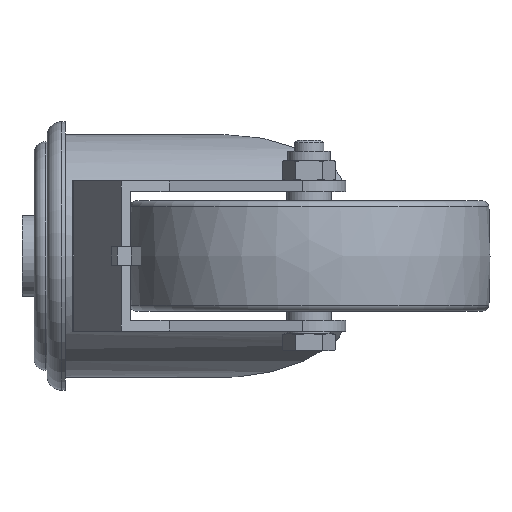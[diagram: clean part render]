
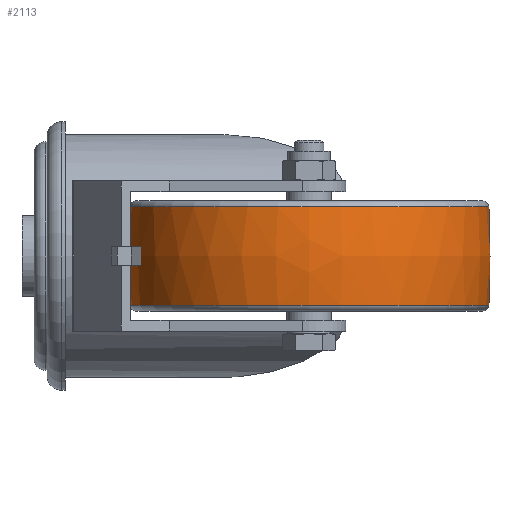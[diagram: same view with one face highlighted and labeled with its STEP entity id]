
A CAD part, left-side view. The second image highlights one B-rep face of the part: STEP entity #2113.
In plain terms, the highlighted free-form (B-spline) face has degree [2, 2] with [3, 9] control points.
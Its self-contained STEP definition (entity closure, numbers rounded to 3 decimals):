
#23=(
BOUNDED_SURFACE()
B_SPLINE_SURFACE(2,2,((#3823,#3824,#3825,#3826,#3827,#3828,#3829,#3830,
#3831),(#3832,#3833,#3834,#3835,#3836,#3837,#3838,#3839,#3840),(#3841,#3842,
#3843,#3844,#3845,#3846,#3847,#3848,#3849)),.UNSPECIFIED.,.F.,.T.,.F.)
B_SPLINE_SURFACE_WITH_KNOTS((3,3),(3,2,2,2,3),(-0.167,0.167),
(-3.142,-1.571,0.,1.571,3.142),
 .UNSPECIFIED.)
GEOMETRIC_REPRESENTATION_ITEM()
RATIONAL_B_SPLINE_SURFACE(((1.,0.707,1.,0.707,1.,
0.707,1.,0.707,1.),(0.986,0.697,
0.986,0.697,0.986,0.697,
0.986,0.697,0.986),(1.,0.707,
1.,0.707,1.,0.707,1.,0.707,1.)))
REPRESENTATION_ITEM('')
SURFACE()
);
#365=FACE_OUTER_BOUND('',#514,.T.);
#514=EDGE_LOOP('',(#1958,#1959,#1960,#1961));
#618=CIRCLE('',#2462,48.881);
#619=CIRCLE('',#2463,80.);
#620=CIRCLE('',#2464,48.881);
#1076=VERTEX_POINT('',#3820);
#1077=VERTEX_POINT('',#3850);
#1370=EDGE_CURVE('',#1076,#1076,#618,.T.);
#1371=EDGE_CURVE('',#1076,#1077,#619,.T.);
#1372=EDGE_CURVE('',#1077,#1077,#620,.T.);
#1958=ORIENTED_EDGE('',*,*,#1370,.F.);
#1959=ORIENTED_EDGE('',*,*,#1371,.T.);
#1960=ORIENTED_EDGE('',*,*,#1372,.T.);
#1961=ORIENTED_EDGE('',*,*,#1371,.F.);
#2113=ADVANCED_FACE('',(#365),#23,.F.);
#2462=AXIS2_PLACEMENT_3D('',#3822,#3079,#3080);
#2463=AXIS2_PLACEMENT_3D('',#3851,#3081,#3082);
#2464=AXIS2_PLACEMENT_3D('',#3852,#3083,#3084);
#3079=DIRECTION('center_axis',(0.,0.,1.));
#3080=DIRECTION('ref_axis',(1.,0.,0.));
#3081=DIRECTION('center_axis',(0.,-1.,0.));
#3082=DIRECTION('ref_axis',(-1.,0.,0.));
#3083=DIRECTION('center_axis',(0.,0.,1.));
#3084=DIRECTION('ref_axis',(1.,0.,0.));
#3820=CARTESIAN_POINT('',(-48.881,0.,13.333));
#3822=CARTESIAN_POINT('Origin',(0.,0.,13.333));
#3823=CARTESIAN_POINT('Ctrl Pts',(-48.881,0.,-13.333));
#3824=CARTESIAN_POINT('Ctrl Pts',(-48.881,-48.881,-13.333));
#3825=CARTESIAN_POINT('Ctrl Pts',(0.,-48.881,-13.333));
#3826=CARTESIAN_POINT('Ctrl Pts',(48.881,-48.881,-13.333));
#3827=CARTESIAN_POINT('Ctrl Pts',(48.881,0.,-13.333));
#3828=CARTESIAN_POINT('Ctrl Pts',(48.881,48.881,-13.333));
#3829=CARTESIAN_POINT('Ctrl Pts',(0.,48.881,-13.333));
#3830=CARTESIAN_POINT('Ctrl Pts',(-48.881,48.881,-13.333));
#3831=CARTESIAN_POINT('Ctrl Pts',(-48.881,0.,-13.333));
#3832=CARTESIAN_POINT('Ctrl Pts',(-51.135,0.,0.));
#3833=CARTESIAN_POINT('Ctrl Pts',(-51.135,-51.135,0.));
#3834=CARTESIAN_POINT('Ctrl Pts',(0.,-51.135,0.));
#3835=CARTESIAN_POINT('Ctrl Pts',(51.135,-51.135,0.));
#3836=CARTESIAN_POINT('Ctrl Pts',(51.135,0.,0.));
#3837=CARTESIAN_POINT('Ctrl Pts',(51.135,51.135,0.));
#3838=CARTESIAN_POINT('Ctrl Pts',(0.,51.135,0.));
#3839=CARTESIAN_POINT('Ctrl Pts',(-51.135,51.135,0.));
#3840=CARTESIAN_POINT('Ctrl Pts',(-51.135,0.,0.));
#3841=CARTESIAN_POINT('Ctrl Pts',(-48.881,0.,13.333));
#3842=CARTESIAN_POINT('Ctrl Pts',(-48.881,-48.881,13.333));
#3843=CARTESIAN_POINT('Ctrl Pts',(0.,-48.881,13.333));
#3844=CARTESIAN_POINT('Ctrl Pts',(48.881,-48.881,13.333));
#3845=CARTESIAN_POINT('Ctrl Pts',(48.881,0.,13.333));
#3846=CARTESIAN_POINT('Ctrl Pts',(48.881,48.881,13.333));
#3847=CARTESIAN_POINT('Ctrl Pts',(0.,48.881,13.333));
#3848=CARTESIAN_POINT('Ctrl Pts',(-48.881,48.881,13.333));
#3849=CARTESIAN_POINT('Ctrl Pts',(-48.881,0.,13.333));
#3850=CARTESIAN_POINT('',(-48.881,0.,-13.333));
#3851=CARTESIAN_POINT('Origin',(30.,0.,0.));
#3852=CARTESIAN_POINT('Origin',(0.,0.,-13.333));
